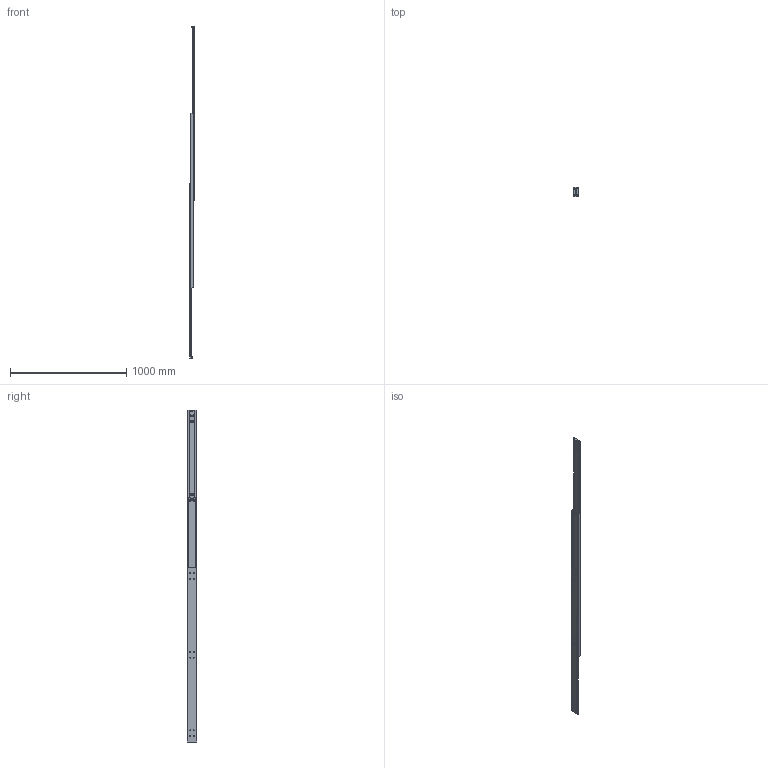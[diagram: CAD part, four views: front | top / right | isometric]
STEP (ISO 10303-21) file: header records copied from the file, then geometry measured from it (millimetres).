
FILE_DESCRIPTION (( 'STEP AP214' ), '1' );
FILE_NAME ('KDTS80-1500.STEP', '2022-06-23T12:51:21', ( '' ), ( '' ), 'SwSTEP 2.0', 'SolidWorks 2020', '' );
FILE_SCHEMA (( 'AUTOMOTIVE_DESIGN' ));
Length unit declared in the file: millimetre
Products named in the file (4): KDTS80-1500; masko_length1500; zensko_length1500; masko so frezing_length1500
Assembly tree (3 placements, depth 2):
  KDTS80-1500
    zensko_length1500
    masko_length1500
    masko so frezing_length1500
Bounding box: 40 x 80 x 2850.89 mm (x, y, z)
Volume: 3954464.5 mm3; surface area: 967609.1 mm2
Topology: 3 solids, 3 shells, 163 faces, 433 edges, 278 vertices
Faces by surface type: cylinder 72, plane 60, cone 24, torus 4, bspline 3
Entity records: 5370 total; most frequent: DIRECTION 935, CARTESIAN_POINT 919, ORIENTED_EDGE 866, EDGE_CURVE 433, AXIS2_PLACEMENT_3D 342, VERTEX_POINT 278, LINE 251, VECTOR 251
